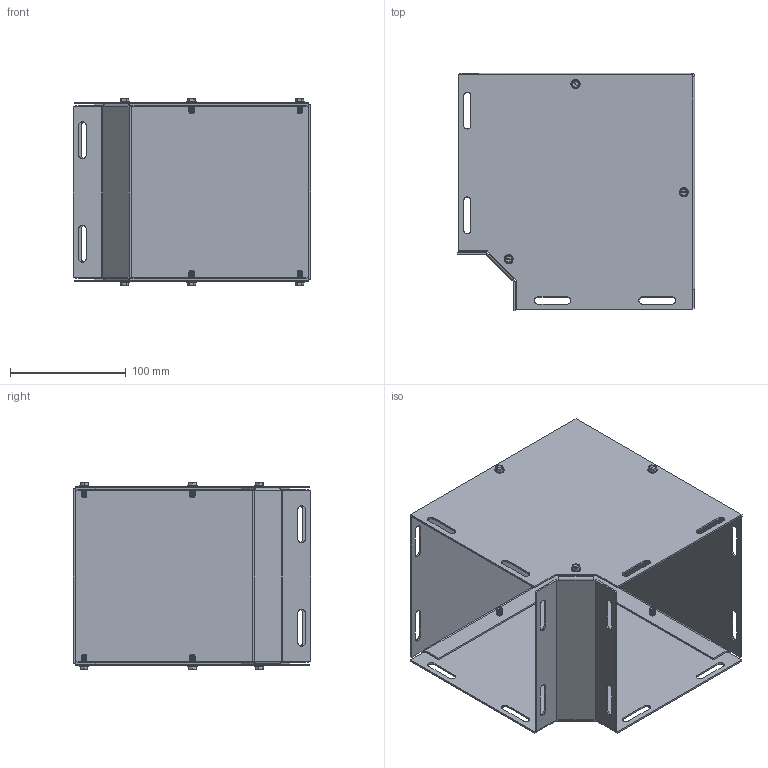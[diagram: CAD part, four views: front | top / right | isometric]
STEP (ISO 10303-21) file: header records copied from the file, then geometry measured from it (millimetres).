
FILE_DESCRIPTION(/* description */ ('90° ELBOW WIREWAY FITTING, TOP & BOTTOM, GALV., 6X6'),/* implementation_level */ '2;1');
FILE_NAME(/* name */ 'L060690G.stp',/* time_stamp */ '2015-10-16T11:46:03+05:00',/* author */ ('schinnathambi'),/* organization */ (''),/* preprocessor_version */ 'ST-DEVELOPER v16.1',/* originating_system */ 'Autodesk Inventor 2016',/* authorisation */ '');
FILE_SCHEMA (('AUTOMOTIVE_DESIGN { 1 0 10303 214 3 1 1 }'));
Length unit declared in the file: inch
Products named in the file (5): L060690GTB; L060690GBKP; L060690GBK; 372141; L060690G
Assembly tree (10 placements, depth 2):
  L060690G
    L060690GTB  x2
    L060690GBKP
    L060690GBK
    372141  x6
Bounding box: 205.55 x 205.55 x 162.41 mm (x, y, z)
Volume: 255926.5 mm3; surface area: 333018.9 mm2
Topology: 10 solids, 10 shells, 658 faces, 1566 edges, 934 vertices
Faces by surface type: plane 286, cone 162, cylinder 134, torus 72, bspline 4
Full cylindrical faces by diameter (mm): 4.343 x6, 4.595 x48, 6.35 x6, 7.938 x6
Entity records: 7473 total; most frequent: CARTESIAN_POINT 1457, DIRECTION 1193, ORIENTED_EDGE 1118, EDGE_CURVE 559, AXIS2_PLACEMENT_3D 414, LINE 365, VECTOR 365, VERTEX_POINT 362
